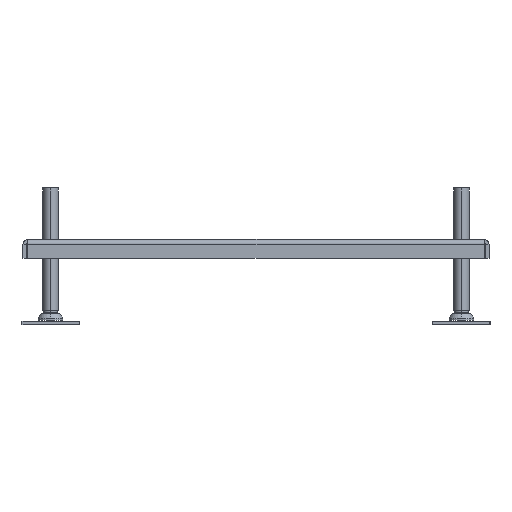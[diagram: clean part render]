
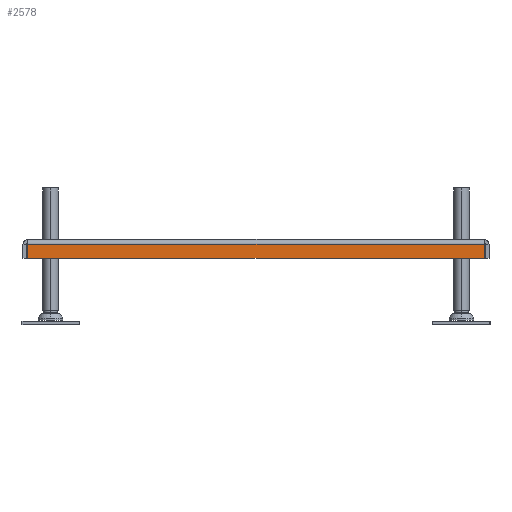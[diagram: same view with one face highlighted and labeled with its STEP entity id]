
A CAD part, front view. The second image highlights one B-rep face of the part: STEP entity #2578.
In plain terms, the highlighted face is planar.
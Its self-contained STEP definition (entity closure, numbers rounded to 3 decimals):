
#43 = DIRECTION ( 'NONE',  ( 0., 0., -1. ) ) ;
#71 = VECTOR ( 'NONE', #2003, 1000. ) ;
#76 = CARTESIAN_POINT ( 'NONE',  ( 142.5, -10., 119.9 ) ) ;
#211 = VERTEX_POINT ( 'NONE', #2938 ) ;
#221 = EDGE_CURVE ( 'NONE', #3365, #1932, #1374, .T. ) ;
#422 = ORIENTED_EDGE ( 'NONE', *, *, #221, .F. ) ;
#442 = DIRECTION ( 'NONE',  ( 0., 0., -1. ) ) ;
#471 = DIRECTION ( 'NONE',  ( 1., 0., 0. ) ) ;
#559 = LINE ( 'NONE', #76, #3258 ) ;
#561 = CARTESIAN_POINT ( 'NONE',  ( 142.5, 0., 119.9 ) ) ;
#573 = EDGE_CURVE ( 'NONE', #211, #3365, #911, .T. ) ;
#574 = PLANE ( 'NONE',  #1864 ) ;
#636 = ORIENTED_EDGE ( 'NONE', *, *, #1385, .T. ) ;
#653 = CARTESIAN_POINT ( 'NONE',  ( 142.5, -2.6, -119.9 ) ) ;
#858 = VECTOR ( 'NONE', #3799, 1000. ) ;
#860 = CARTESIAN_POINT ( 'NONE',  ( 142.5, -10., -119.9 ) ) ;
#870 = ORIENTED_EDGE ( 'NONE', *, *, #3032, .F. ) ;
#911 = LINE ( 'NONE', #3740, #858 ) ;
#937 = ORIENTED_EDGE ( 'NONE', *, *, #573, .F. ) ;
#986 = VERTEX_POINT ( 'NONE', #2007 ) ;
#1023 = CARTESIAN_POINT ( 'NONE',  ( 142.5, 0., 119.9 ) ) ;
#1339 = VECTOR ( 'NONE', #2397, 1000. ) ;
#1374 = LINE ( 'NONE', #2419, #1339 ) ;
#1385 = EDGE_CURVE ( 'NONE', #986, #1932, #559, .T. ) ;
#1864 = AXIS2_PLACEMENT_3D ( 'NONE', #561, #471, #442 ) ;
#1932 = VERTEX_POINT ( 'NONE', #860 ) ;
#2003 = DIRECTION ( 'NONE',  ( 0., 1., 0. ) ) ;
#2007 = CARTESIAN_POINT ( 'NONE',  ( 142.5, -10., 119.9 ) ) ;
#2397 = DIRECTION ( 'NONE',  ( 0., -1., 0. ) ) ;
#2419 = CARTESIAN_POINT ( 'NONE',  ( 142.5, 0., -119.9 ) ) ;
#2578 = ADVANCED_FACE ( 'NONE', ( #3652 ), #574, .T. ) ;
#2740 = LINE ( 'NONE', #1023, #71 ) ;
#2938 = CARTESIAN_POINT ( 'NONE',  ( 142.5, -2.6, 119.9 ) ) ;
#3032 = EDGE_CURVE ( 'NONE', #986, #211, #2740, .T. ) ;
#3258 = VECTOR ( 'NONE', #43, 1000. ) ;
#3365 = VERTEX_POINT ( 'NONE', #653 ) ;
#3386 = EDGE_LOOP ( 'NONE', ( #937, #870, #636, #422 ) ) ;
#3652 = FACE_OUTER_BOUND ( 'NONE', #3386, .T. ) ;
#3740 = CARTESIAN_POINT ( 'NONE',  ( 142.5, -2.6, -119.9 ) ) ;
#3799 = DIRECTION ( 'NONE',  ( 0., 0., -1. ) ) ;
